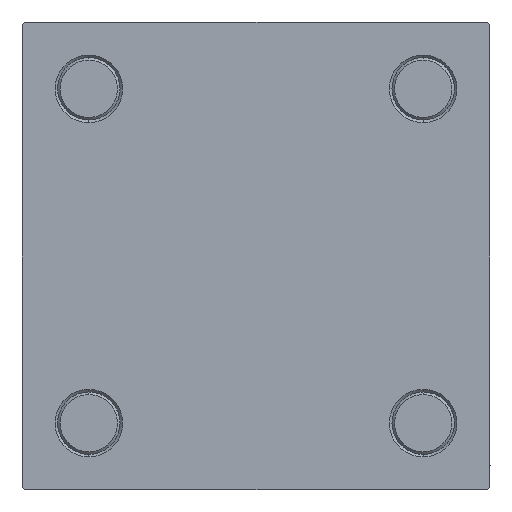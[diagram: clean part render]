
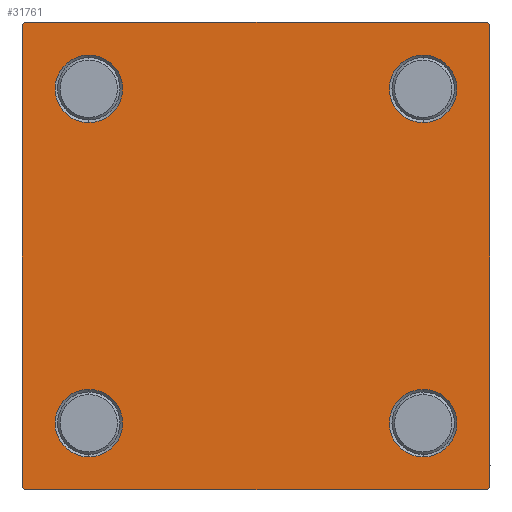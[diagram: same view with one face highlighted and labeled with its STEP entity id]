
A CAD part, left-side view. The second image highlights one B-rep face of the part: STEP entity #31761.
In plain terms, the highlighted planar face has unit normal (-1, 0, 0).
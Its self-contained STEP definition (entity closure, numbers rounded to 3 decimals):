
#55 = CARTESIAN_POINT ( 'NONE',  ( 0., -32.15, 38.65 ) ) ;
#280 = ORIENTED_EDGE ( 'NONE', *, *, #9201, .T. ) ;
#598 = ORIENTED_EDGE ( 'NONE', *, *, #704, .T. ) ;
#704 = EDGE_CURVE ( 'NONE', #2767, #23350, #30544, .T. ) ;
#840 = CARTESIAN_POINT ( 'NONE',  ( 0., -44.75, 44.75 ) ) ;
#1428 = CARTESIAN_POINT ( 'NONE',  ( 0., 45., -44.5 ) ) ;
#1590 = LINE ( 'NONE', #47337, #32780 ) ;
#2111 = VECTOR ( 'NONE', #24540, 1000. ) ;
#2197 = EDGE_CURVE ( 'NONE', #20764, #23293, #40160, .T. ) ;
#2269 = AXIS2_PLACEMENT_3D ( 'NONE', #15240, #23338, #3868 ) ;
#2348 = DIRECTION ( 'NONE',  ( 0., -0.707, -0.707 ) ) ;
#2767 = VERTEX_POINT ( 'NONE', #24608 ) ;
#2875 = EDGE_CURVE ( 'NONE', #43264, #20332, #17767, .T. ) ;
#3159 = CARTESIAN_POINT ( 'NONE',  ( 0., -45., -44.5 ) ) ;
#3195 = FACE_OUTER_BOUND ( 'NONE', #16586, .T. ) ;
#3271 = EDGE_CURVE ( 'NONE', #14901, #39291, #7313, .T. ) ;
#3690 = FACE_BOUND ( 'NONE', #20803, .T. ) ;
#3816 = EDGE_CURVE ( 'NONE', #36121, #46264, #45067, .T. ) ;
#3868 = DIRECTION ( 'NONE',  ( 0., 0., 1. ) ) ;
#4195 = DIRECTION ( 'NONE',  ( -1., 0., 0. ) ) ;
#4227 = DIRECTION ( 'NONE',  ( 1., 0., 0. ) ) ;
#4253 = EDGE_CURVE ( 'NONE', #14511, #21551, #23260, .T. ) ;
#5716 = CARTESIAN_POINT ( 'NONE',  ( 0., -32.15, -32.15 ) ) ;
#6801 = CARTESIAN_POINT ( 'NONE',  ( 0., -45., 44.5 ) ) ;
#7313 = LINE ( 'NONE', #18208, #43399 ) ;
#7574 = CARTESIAN_POINT ( 'NONE',  ( 0., -44.75, -44.75 ) ) ;
#7957 = LINE ( 'NONE', #19606, #23278 ) ;
#9201 = EDGE_CURVE ( 'NONE', #23293, #20764, #44219, .T. ) ;
#9246 = DIRECTION ( 'NONE',  ( 1., 0., 0. ) ) ;
#9352 = CARTESIAN_POINT ( 'NONE',  ( 0., -45., 45. ) ) ;
#9680 = DIRECTION ( 'NONE',  ( 1., 0., 0. ) ) ;
#9953 = AXIS2_PLACEMENT_3D ( 'NONE', #5716, #9246, #32763 ) ;
#10602 = DIRECTION ( 'NONE',  ( 0., 0.707, -0.707 ) ) ;
#10876 = EDGE_CURVE ( 'NONE', #14901, #41314, #7957, .T. ) ;
#10890 = EDGE_CURVE ( 'NONE', #36787, #22292, #41833, .T. ) ;
#11015 = FACE_BOUND ( 'NONE', #25343, .T. ) ;
#11773 = VECTOR ( 'NONE', #43051, 1000. ) ;
#12100 = CARTESIAN_POINT ( 'NONE',  ( 0., 44.5, 45. ) ) ;
#12145 = ORIENTED_EDGE ( 'NONE', *, *, #2197, .T. ) ;
#12494 = CARTESIAN_POINT ( 'NONE',  ( 0., -32.15, 32.15 ) ) ;
#12707 = LINE ( 'NONE', #840, #11773 ) ;
#14453 = DIRECTION ( 'NONE',  ( 1., 0., 0. ) ) ;
#14511 = VERTEX_POINT ( 'NONE', #34176 ) ;
#14901 = VERTEX_POINT ( 'NONE', #12100 ) ;
#15240 = CARTESIAN_POINT ( 'NONE',  ( 0., 32.15, 32.15 ) ) ;
#15599 = DIRECTION ( 'NONE',  ( 0., 0., 1. ) ) ;
#15851 = ORIENTED_EDGE ( 'NONE', *, *, #34259, .T. ) ;
#15989 = AXIS2_PLACEMENT_3D ( 'NONE', #33193, #9680, #41261 ) ;
#16210 = EDGE_LOOP ( 'NONE', ( #43245, #44802 ) ) ;
#16293 = DIRECTION ( 'NONE',  ( 0., -1., 0. ) ) ;
#16586 = EDGE_LOOP ( 'NONE', ( #33105, #18693, #41004, #27610, #38882, #15851, #24685, #28347 ) ) ;
#16809 = AXIS2_PLACEMENT_3D ( 'NONE', #22892, #39544, #32222 ) ;
#17449 = LINE ( 'NONE', #43986, #32815 ) ;
#17767 = LINE ( 'NONE', #36969, #20007 ) ;
#18208 = CARTESIAN_POINT ( 'NONE',  ( 0., 44.75, 44.75 ) ) ;
#18693 = ORIENTED_EDGE ( 'NONE', *, *, #2875, .T. ) ;
#18865 = FACE_BOUND ( 'NONE', #16210, .T. ) ;
#18968 = AXIS2_PLACEMENT_3D ( 'NONE', #42094, #4195, #30995 ) ;
#19606 = CARTESIAN_POINT ( 'NONE',  ( 0., 45., 45. ) ) ;
#20007 = VECTOR ( 'NONE', #2348, 1000. ) ;
#20332 = VERTEX_POINT ( 'NONE', #29278 ) ;
#20635 = ORIENTED_EDGE ( 'NONE', *, *, #10890, .T. ) ;
#20764 = VERTEX_POINT ( 'NONE', #55 ) ;
#20803 = EDGE_LOOP ( 'NONE', ( #22067, #20635 ) ) ;
#20966 = DIRECTION ( 'NONE',  ( 1., 0., 0. ) ) ;
#21146 = CARTESIAN_POINT ( 'NONE',  ( 0., -32.15, 25.65 ) ) ;
#21551 = VERTEX_POINT ( 'NONE', #3159 ) ;
#22067 = ORIENTED_EDGE ( 'NONE', *, *, #43011, .T. ) ;
#22292 = VERTEX_POINT ( 'NONE', #35796 ) ;
#22892 = CARTESIAN_POINT ( 'NONE',  ( 0., 32.15, -32.15 ) ) ;
#23161 = FACE_BOUND ( 'NONE', #25182, .T. ) ;
#23220 = AXIS2_PLACEMENT_3D ( 'NONE', #26594, #14453, #25845 ) ;
#23242 = CIRCLE ( 'NONE', #2269, 6.5 ) ;
#23260 = LINE ( 'NONE', #7574, #46695 ) ;
#23278 = VECTOR ( 'NONE', #16293, 1000. ) ;
#23293 = VERTEX_POINT ( 'NONE', #21146 ) ;
#23338 = DIRECTION ( 'NONE',  ( 1., 0., 0. ) ) ;
#23350 = VERTEX_POINT ( 'NONE', #38544 ) ;
#23409 = PLANE ( 'NONE',  #18968 ) ;
#23650 = AXIS2_PLACEMENT_3D ( 'NONE', #38592, #4227, #15599 ) ;
#23652 = CARTESIAN_POINT ( 'NONE',  ( 0., 32.15, -38.65 ) ) ;
#24327 = CARTESIAN_POINT ( 'NONE',  ( 0., 45., 44.5 ) ) ;
#24540 = DIRECTION ( 'NONE',  ( 0., 0., -1. ) ) ;
#24608 = CARTESIAN_POINT ( 'NONE',  ( 0., -32.15, -38.65 ) ) ;
#24685 = ORIENTED_EDGE ( 'NONE', *, *, #10876, .F. ) ;
#25182 = EDGE_LOOP ( 'NONE', ( #12145, #280 ) ) ;
#25343 = EDGE_LOOP ( 'NONE', ( #44766, #598 ) ) ;
#25845 = DIRECTION ( 'NONE',  ( 0., 0., 1. ) ) ;
#26594 = CARTESIAN_POINT ( 'NONE',  ( 0., -32.15, 32.15 ) ) ;
#27283 = AXIS2_PLACEMENT_3D ( 'NONE', #12494, #47366, #43572 ) ;
#27610 = ORIENTED_EDGE ( 'NONE', *, *, #4253, .T. ) ;
#28347 = ORIENTED_EDGE ( 'NONE', *, *, #3271, .T. ) ;
#28997 = VERTEX_POINT ( 'NONE', #6801 ) ;
#29278 = CARTESIAN_POINT ( 'NONE',  ( 0., 44.5, -45. ) ) ;
#30544 = CIRCLE ( 'NONE', #38500, 6.5 ) ;
#30835 = DIRECTION ( 'NONE',  ( 0., -0.707, 0.707 ) ) ;
#30995 = DIRECTION ( 'NONE',  ( 0., 0., 1. ) ) ;
#31761 = ADVANCED_FACE ( 'NONE', ( #23161, #11015, #3690, #18865, #3195 ), #23409, .T. ) ;
#32222 = DIRECTION ( 'NONE',  ( 0., 0., 1. ) ) ;
#32763 = DIRECTION ( 'NONE',  ( 0., 0., 1. ) ) ;
#32780 = VECTOR ( 'NONE', #35470, 1000. ) ;
#32815 = VECTOR ( 'NONE', #44232, 1000. ) ;
#32864 = LINE ( 'NONE', #9352, #2111 ) ;
#33105 = ORIENTED_EDGE ( 'NONE', *, *, #34588, .T. ) ;
#33193 = CARTESIAN_POINT ( 'NONE',  ( 0., 32.15, 32.15 ) ) ;
#34176 = CARTESIAN_POINT ( 'NONE',  ( 0., -44.5, -45. ) ) ;
#34253 = EDGE_CURVE ( 'NONE', #20332, #14511, #1590, .T. ) ;
#34259 = EDGE_CURVE ( 'NONE', #28997, #41314, #12707, .T. ) ;
#34548 = EDGE_CURVE ( 'NONE', #28997, #21551, #32864, .T. ) ;
#34588 = EDGE_CURVE ( 'NONE', #39291, #43264, #17449, .T. ) ;
#35470 = DIRECTION ( 'NONE',  ( 0., -1., 0. ) ) ;
#35796 = CARTESIAN_POINT ( 'NONE',  ( 0., 32.15, -25.65 ) ) ;
#36121 = VERTEX_POINT ( 'NONE', #44578 ) ;
#36279 = EDGE_CURVE ( 'NONE', #46264, #36121, #23242, .T. ) ;
#36787 = VERTEX_POINT ( 'NONE', #23652 ) ;
#36830 = CARTESIAN_POINT ( 'NONE',  ( 0., 32.15, 25.65 ) ) ;
#36969 = CARTESIAN_POINT ( 'NONE',  ( 0., 44.75, -44.75 ) ) ;
#38500 = AXIS2_PLACEMENT_3D ( 'NONE', #43700, #20966, #40162 ) ;
#38544 = CARTESIAN_POINT ( 'NONE',  ( 0., -32.15, -25.65 ) ) ;
#38592 = CARTESIAN_POINT ( 'NONE',  ( 0., 32.15, -32.15 ) ) ;
#38882 = ORIENTED_EDGE ( 'NONE', *, *, #34548, .F. ) ;
#39291 = VERTEX_POINT ( 'NONE', #24327 ) ;
#39544 = DIRECTION ( 'NONE',  ( 1., 0., 0. ) ) ;
#40160 = CIRCLE ( 'NONE', #23220, 6.5 ) ;
#40162 = DIRECTION ( 'NONE',  ( 0., 0., 1. ) ) ;
#41004 = ORIENTED_EDGE ( 'NONE', *, *, #34253, .T. ) ;
#41261 = DIRECTION ( 'NONE',  ( 0., 0., 1. ) ) ;
#41314 = VERTEX_POINT ( 'NONE', #46600 ) ;
#41833 = CIRCLE ( 'NONE', #16809, 6.5 ) ;
#42094 = CARTESIAN_POINT ( 'NONE',  ( 0., 0., 0. ) ) ;
#43011 = EDGE_CURVE ( 'NONE', #22292, #36787, #45424, .T. ) ;
#43051 = DIRECTION ( 'NONE',  ( 0., 0.707, 0.707 ) ) ;
#43155 = EDGE_CURVE ( 'NONE', #23350, #2767, #43835, .T. ) ;
#43245 = ORIENTED_EDGE ( 'NONE', *, *, #3816, .T. ) ;
#43264 = VERTEX_POINT ( 'NONE', #1428 ) ;
#43399 = VECTOR ( 'NONE', #10602, 1000. ) ;
#43572 = DIRECTION ( 'NONE',  ( 0., 0., 1. ) ) ;
#43700 = CARTESIAN_POINT ( 'NONE',  ( 0., -32.15, -32.15 ) ) ;
#43835 = CIRCLE ( 'NONE', #9953, 6.5 ) ;
#43986 = CARTESIAN_POINT ( 'NONE',  ( 0., 45., 45. ) ) ;
#44219 = CIRCLE ( 'NONE', #27283, 6.5 ) ;
#44232 = DIRECTION ( 'NONE',  ( 0., 0., -1. ) ) ;
#44578 = CARTESIAN_POINT ( 'NONE',  ( 0., 32.15, 38.65 ) ) ;
#44766 = ORIENTED_EDGE ( 'NONE', *, *, #43155, .T. ) ;
#44802 = ORIENTED_EDGE ( 'NONE', *, *, #36279, .T. ) ;
#45067 = CIRCLE ( 'NONE', #15989, 6.5 ) ;
#45424 = CIRCLE ( 'NONE', #23650, 6.5 ) ;
#46264 = VERTEX_POINT ( 'NONE', #36830 ) ;
#46600 = CARTESIAN_POINT ( 'NONE',  ( 0., -44.5, 45. ) ) ;
#46695 = VECTOR ( 'NONE', #30835, 1000. ) ;
#47337 = CARTESIAN_POINT ( 'NONE',  ( 0., 45., -45. ) ) ;
#47366 = DIRECTION ( 'NONE',  ( 1., 0., 0. ) ) ;
